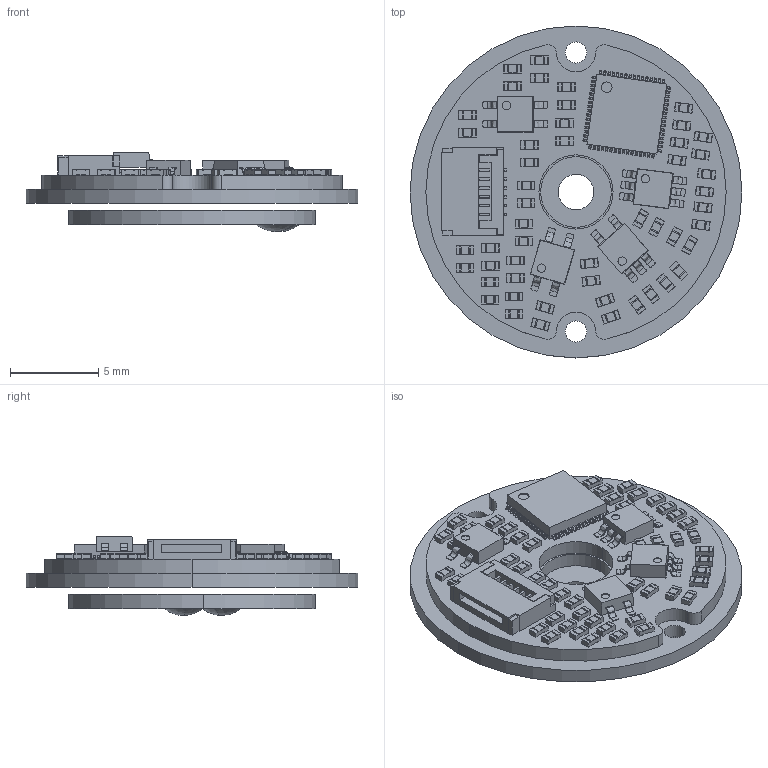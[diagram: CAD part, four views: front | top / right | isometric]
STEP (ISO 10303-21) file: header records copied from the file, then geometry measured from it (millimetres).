
FILE_DESCRIPTION (( 'STEP AP214' ), '1' );
FILE_NAME ('MIAP18 ²úÆ·_20250908.STEP', '2025-09-28T07:19:26', ( '' ), ( '' ), 'SwSTEP 2.0', 'SolidWorks 2018', '' );
FILE_SCHEMA (( 'AUTOMOTIVE_DESIGN' ));
Length unit declared in the file: millimetre
Products named in the file (71): 萇郯_User Library-Res-0402; (2X2) оƬ_6PIN; IAP18 6PIN 蟀諉ん脣釱(齬盄) 5x3.4x1.1; STM32оƬ (4x4) ; MIAP18 陓瘍啣_20250908; (2X2) оƬ_4PIN; MIAP18 信号板（芯片）_20250908; (2X2) оƬ_5PIN; MIAP18 RS啣_2025_20250908; MIAP18 RT啣_20250908; 萇郯_2x1 User Library-Res-0402; MIAP18 莉こ_20250908
Assembly tree (37 placements, depth 4):
  萇郯_User Library-Res-0402
  萇郯_User Library-Res-0402
  萇郯_User Library-Res-0402
  萇郯_User Library-Res-0402
  萇郯_User Library-Res-0402
Bounding box: 18.8 x 18.8 x 4.48 mm (x, y, z)
Volume: 547.1 mm3; surface area: 1708.1 mm2
Topology: 61 solids, 61 shells, 2671 faces, 7152 edges, 4702 vertices
Faces by surface type: plane 1624, cylinder 545, bspline 498, sphere 4
Entity records: 55753 total; most frequent: CARTESIAN_POINT 18351, ORIENTED_EDGE 6728, EDGE_CURVE 3364, DIRECTION 3345, VERTEX_POINT 2242, B_SPLINE_CURVE_WITH_KNOTS 1738, VECTOR 1513, LINE 1513
